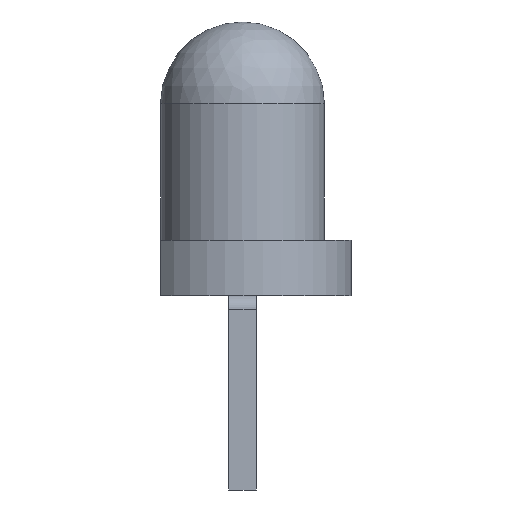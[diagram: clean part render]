
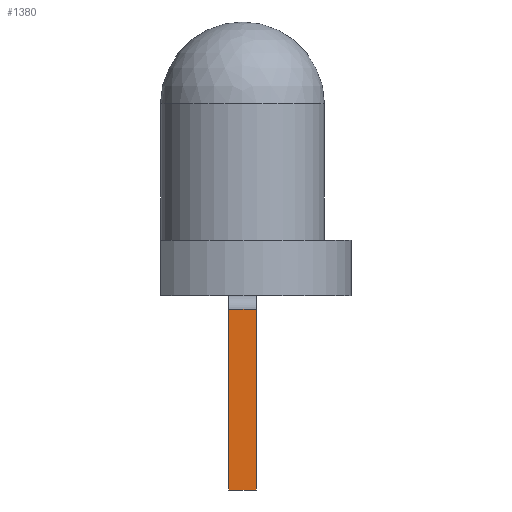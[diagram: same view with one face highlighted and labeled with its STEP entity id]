
A CAD part, left-side view. The second image highlights one B-rep face of the part: STEP entity #1380.
In plain terms, the highlighted planar face has unit normal (-1, 0, 0).
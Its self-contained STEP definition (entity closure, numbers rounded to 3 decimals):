
#1146 = PLANE('',#1147);
#1147 = AXIS2_PLACEMENT_3D('',#1148,#1149,#1150);
#1148 = CARTESIAN_POINT('',(2.794,0.272,0.556));
#1149 = DIRECTION('',(0.,-1.,0.));
#1150 = DIRECTION('',(1.,0.,0.));
#1273 = VERTEX_POINT('',#1274);
#1274 = CARTESIAN_POINT('',(-0.254,0.272,-3.));
#1288 = PLANE('',#1289);
#1289 = AXIS2_PLACEMENT_3D('',#1290,#1291,#1292);
#1290 = CARTESIAN_POINT('',(-0.254,-0.236,-3.));
#1291 = DIRECTION('',(0.,0.,1.));
#1292 = DIRECTION('',(0.,1.,0.));
#1300 = EDGE_CURVE('',#1301,#1273,#1303,.T.);
#1301 = VERTEX_POINT('',#1302);
#1302 = CARTESIAN_POINT('',(-0.254,0.272,0.302));
#1303 = SURFACE_CURVE('',#1304,(#1308,#1315),.PCURVE_S1.);
#1304 = LINE('',#1305,#1306);
#1305 = CARTESIAN_POINT('',(-0.254,0.272,0.556));
#1306 = VECTOR('',#1307,1.);
#1307 = DIRECTION('',(0.,0.,-1.));
#1308 = PCURVE('',#1146,#1309);
#1309 = DEFINITIONAL_REPRESENTATION('',(#1310),#1314);
#1310 = LINE('',#1311,#1312);
#1311 = CARTESIAN_POINT('',(-3.048,0.));
#1312 = VECTOR('',#1313,1.);
#1313 = DIRECTION('',(0.,-1.));
#1314 = ( GEOMETRIC_REPRESENTATION_CONTEXT(2) 
PARAMETRIC_REPRESENTATION_CONTEXT() REPRESENTATION_CONTEXT('2D SPACE',''
  ) );
#1315 = PCURVE('',#1316,#1321);
#1316 = PLANE('',#1317);
#1317 = AXIS2_PLACEMENT_3D('',#1318,#1319,#1320);
#1318 = CARTESIAN_POINT('',(-0.254,-0.236,0.556));
#1319 = DIRECTION('',(1.,0.,0.));
#1320 = DIRECTION('',(0.,1.,0.));
#1321 = DEFINITIONAL_REPRESENTATION('',(#1322),#1326);
#1322 = LINE('',#1323,#1324);
#1323 = CARTESIAN_POINT('',(0.508,0.));
#1324 = VECTOR('',#1325,1.);
#1325 = DIRECTION('',(0.,-1.));
#1326 = ( GEOMETRIC_REPRESENTATION_CONTEXT(2) 
PARAMETRIC_REPRESENTATION_CONTEXT() REPRESENTATION_CONTEXT('2D SPACE',''
  ) );
#1347 = CYLINDRICAL_SURFACE('',#1348,0.254);
#1348 = AXIS2_PLACEMENT_3D('',#1349,#1350,#1351);
#1349 = CARTESIAN_POINT('',(0.,0.272,0.302));
#1350 = DIRECTION('',(0.,1.,0.));
#1351 = DIRECTION('',(-1.,0.,0.));
#1380 = ADVANCED_FACE('',(#1381),#1316,.F.);
#1381 = FACE_BOUND('',#1382,.T.);
#1382 = EDGE_LOOP('',(#1383,#1413,#1456,#1457));
#1383 = ORIENTED_EDGE('',*,*,#1384,.F.);
#1384 = EDGE_CURVE('',#1385,#1387,#1389,.T.);
#1385 = VERTEX_POINT('',#1386);
#1386 = CARTESIAN_POINT('',(-0.254,-0.236,0.302));
#1387 = VERTEX_POINT('',#1388);
#1388 = CARTESIAN_POINT('',(-0.254,-0.236,-3.));
#1389 = SURFACE_CURVE('',#1390,(#1394,#1401),.PCURVE_S1.);
#1390 = LINE('',#1391,#1392);
#1391 = CARTESIAN_POINT('',(-0.254,-0.236,0.556));
#1392 = VECTOR('',#1393,1.);
#1393 = DIRECTION('',(0.,0.,-1.));
#1394 = PCURVE('',#1316,#1395);
#1395 = DEFINITIONAL_REPRESENTATION('',(#1396),#1400);
#1396 = LINE('',#1397,#1398);
#1397 = CARTESIAN_POINT('',(0.,0.));
#1398 = VECTOR('',#1399,1.);
#1399 = DIRECTION('',(0.,-1.));
#1400 = ( GEOMETRIC_REPRESENTATION_CONTEXT(2) 
PARAMETRIC_REPRESENTATION_CONTEXT() REPRESENTATION_CONTEXT('2D SPACE',''
  ) );
#1401 = PCURVE('',#1402,#1407);
#1402 = PLANE('',#1403);
#1403 = AXIS2_PLACEMENT_3D('',#1404,#1405,#1406);
#1404 = CARTESIAN_POINT('',(2.794,-0.236,0.556));
#1405 = DIRECTION('',(0.,1.,0.));
#1406 = DIRECTION('',(-1.,0.,0.));
#1407 = DEFINITIONAL_REPRESENTATION('',(#1408),#1412);
#1408 = LINE('',#1409,#1410);
#1409 = CARTESIAN_POINT('',(3.048,0.));
#1410 = VECTOR('',#1411,1.);
#1411 = DIRECTION('',(0.,-1.));
#1412 = ( GEOMETRIC_REPRESENTATION_CONTEXT(2) 
PARAMETRIC_REPRESENTATION_CONTEXT() REPRESENTATION_CONTEXT('2D SPACE',''
  ) );
#1413 = ORIENTED_EDGE('',*,*,#1414,.T.);
#1414 = EDGE_CURVE('',#1385,#1301,#1415,.T.);
#1415 = SURFACE_CURVE('',#1416,(#1420,#1427),.PCURVE_S1.);
#1416 = LINE('',#1417,#1418);
#1417 = CARTESIAN_POINT('',(-0.254,0.272,0.302));
#1418 = VECTOR('',#1419,1.);
#1419 = DIRECTION('',(0.,1.,0.));
#1420 = PCURVE('',#1316,#1421);
#1421 = DEFINITIONAL_REPRESENTATION('',(#1422),#1426);
#1422 = LINE('',#1423,#1424);
#1423 = CARTESIAN_POINT('',(0.508,-0.254));
#1424 = VECTOR('',#1425,1.);
#1425 = DIRECTION('',(1.,0.));
#1426 = ( GEOMETRIC_REPRESENTATION_CONTEXT(2) 
PARAMETRIC_REPRESENTATION_CONTEXT() REPRESENTATION_CONTEXT('2D SPACE',''
  ) );
#1427 = PCURVE('',#1347,#1428);
#1428 = DEFINITIONAL_REPRESENTATION('',(#1429),#1455);
#1429 = B_SPLINE_CURVE_WITH_KNOTS('',3,(#1430,#1431,#1432,#1433,#1434,
    #1435,#1436,#1437,#1438,#1439,#1440,#1441,#1442,#1443,#1444,#1445,
    #1446,#1447,#1448,#1449,#1450,#1451,#1452,#1453,#1454),
  .UNSPECIFIED.,.F.,.F.,(4,1,1,1,1,1,1,1,1,1,1,1,1,1,1,1,1,1,1,1,1,1,4),
  (-0.508,-0.485,-0.462,-0.439,
    -0.416,-0.393,-0.369,-0.346,
    -0.323,-0.3,-0.277,-0.254,
    -0.231,-0.208,-0.185,-0.162,
    -0.139,-0.115,-0.092,
    -0.069,-0.046,-0.023,
    0.),.UNSPECIFIED.);
#1430 = CARTESIAN_POINT('',(0.,-0.508));
#1431 = CARTESIAN_POINT('',(0.,-0.5));
#1432 = CARTESIAN_POINT('',(0.,-0.485));
#1433 = CARTESIAN_POINT('',(0.,-0.462));
#1434 = CARTESIAN_POINT('',(0.,-0.439));
#1435 = CARTESIAN_POINT('',(0.,-0.416));
#1436 = CARTESIAN_POINT('',(0.,-0.393));
#1437 = CARTESIAN_POINT('',(0.,-0.369));
#1438 = CARTESIAN_POINT('',(0.,-0.346));
#1439 = CARTESIAN_POINT('',(0.,-0.323));
#1440 = CARTESIAN_POINT('',(0.,-0.3));
#1441 = CARTESIAN_POINT('',(0.,-0.277));
#1442 = CARTESIAN_POINT('',(0.,-0.254));
#1443 = CARTESIAN_POINT('',(0.,-0.231));
#1444 = CARTESIAN_POINT('',(0.,-0.208));
#1445 = CARTESIAN_POINT('',(0.,-0.185));
#1446 = CARTESIAN_POINT('',(0.,-0.162));
#1447 = CARTESIAN_POINT('',(0.,-0.139));
#1448 = CARTESIAN_POINT('',(0.,-0.115));
#1449 = CARTESIAN_POINT('',(0.,-0.092));
#1450 = CARTESIAN_POINT('',(0.,-0.069));
#1451 = CARTESIAN_POINT('',(0.,-0.046));
#1452 = CARTESIAN_POINT('',(0.,-0.023));
#1453 = CARTESIAN_POINT('',(0.,-0.008));
#1454 = CARTESIAN_POINT('',(0.,0.));
#1455 = ( GEOMETRIC_REPRESENTATION_CONTEXT(2) 
PARAMETRIC_REPRESENTATION_CONTEXT() REPRESENTATION_CONTEXT('2D SPACE',''
  ) );
#1456 = ORIENTED_EDGE('',*,*,#1300,.T.);
#1457 = ORIENTED_EDGE('',*,*,#1458,.F.);
#1458 = EDGE_CURVE('',#1387,#1273,#1459,.T.);
#1459 = SURFACE_CURVE('',#1460,(#1464,#1471),.PCURVE_S1.);
#1460 = LINE('',#1461,#1462);
#1461 = CARTESIAN_POINT('',(-0.254,0.272,-3.));
#1462 = VECTOR('',#1463,1.);
#1463 = DIRECTION('',(0.,1.,0.));
#1464 = PCURVE('',#1316,#1465);
#1465 = DEFINITIONAL_REPRESENTATION('',(#1466),#1470);
#1466 = LINE('',#1467,#1468);
#1467 = CARTESIAN_POINT('',(0.508,-3.556));
#1468 = VECTOR('',#1469,1.);
#1469 = DIRECTION('',(1.,0.));
#1470 = ( GEOMETRIC_REPRESENTATION_CONTEXT(2) 
PARAMETRIC_REPRESENTATION_CONTEXT() REPRESENTATION_CONTEXT('2D SPACE',''
  ) );
#1471 = PCURVE('',#1288,#1472);
#1472 = DEFINITIONAL_REPRESENTATION('',(#1473),#1477);
#1473 = LINE('',#1474,#1475);
#1474 = CARTESIAN_POINT('',(0.508,0.));
#1475 = VECTOR('',#1476,1.);
#1476 = DIRECTION('',(1.,0.));
#1477 = ( GEOMETRIC_REPRESENTATION_CONTEXT(2) 
PARAMETRIC_REPRESENTATION_CONTEXT() REPRESENTATION_CONTEXT('2D SPACE',''
  ) );
